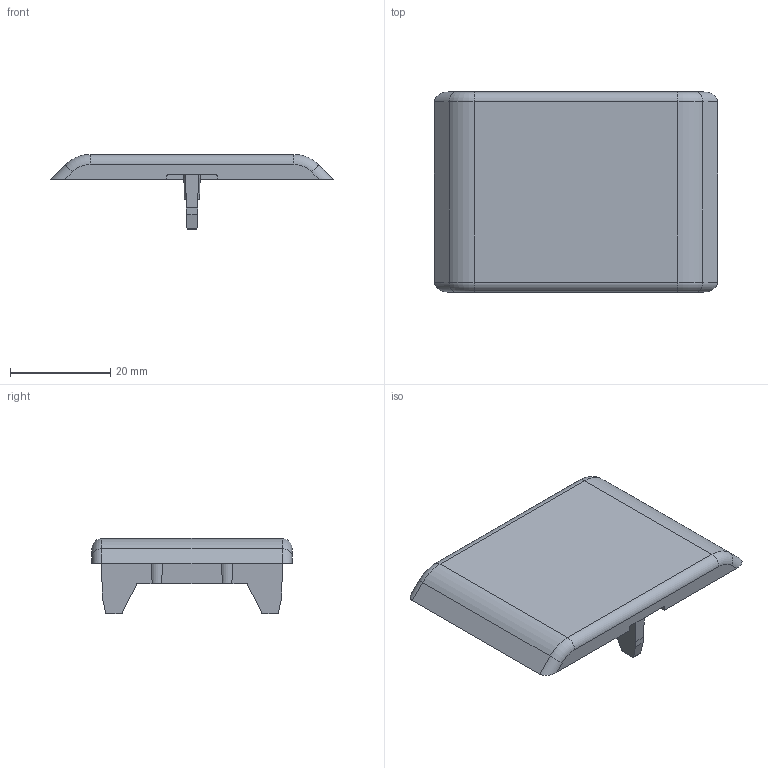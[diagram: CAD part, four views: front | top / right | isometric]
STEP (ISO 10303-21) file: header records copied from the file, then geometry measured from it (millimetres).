
FILE_DESCRIPTION(/* description */ ('STEP AP214'),/* implementation_level */ '2;1');
FILE_NAME(/* name */ '1025180.stp',/* time_stamp */ '2024-05-07T09:35:51+02:00',/* author */ ('b.steehouwer'),/* organization */ ('CADENAS'),/* preprocessor_version */ 'ST-DEVELOPER v18.1',/* originating_system */ 'Autodesk Inventor 2021',/* authorisation */ ' ');
FILE_SCHEMA (('AUTOMOTIVE_DESIGN { 1 0 10303 214 3 1 1 }'));
Length unit declared in the file: millimetre
Products named in the file (2): 1025180; 1025180_1
Assembly tree (1 placements, depth 2):
  1025180
    1025180_1
Bounding box: 56.57 x 40 x 15 mm (x, y, z)
Volume: 7670.5 mm3; surface area: 5874.8 mm2
Topology: 1 solids, 1 shells, 60 faces, 166 edges, 108 vertices
Faces by surface type: plane 34, cylinder 18, cone 4, torus 4
Entity records: 1998 total; most frequent: CARTESIAN_POINT 361, ORIENTED_EDGE 332, DIRECTION 332, EDGE_CURVE 166, AXIS2_PLACEMENT_3D 111, LINE 110, VECTOR 110, VERTEX_POINT 108
